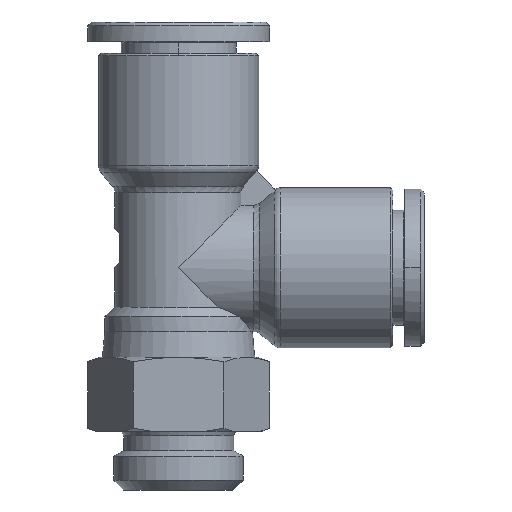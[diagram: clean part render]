
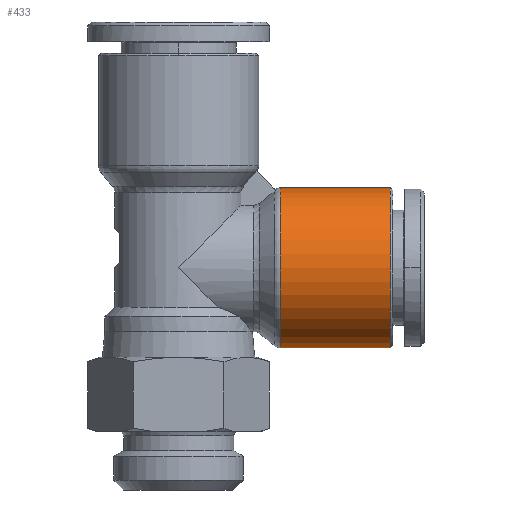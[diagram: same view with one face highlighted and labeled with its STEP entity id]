
A CAD part, front view. The second image highlights one B-rep face of the part: STEP entity #433.
In plain terms, the highlighted cylindrical face has radius 8.15 mm (diameter 16.3 mm), a partial arc.
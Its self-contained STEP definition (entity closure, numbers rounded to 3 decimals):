
#392=CARTESIAN_POINT('',(5.767,0.,0.));
#393=DIRECTION('',(1.0,0.0,0.0));
#394=DIRECTION('',(0.0,0.0,1.0));
#395=AXIS2_PLACEMENT_3D('',#392,#393,#394);
#396=CYLINDRICAL_SURFACE('',#395,8.15);
#397=CARTESIAN_POINT('',(1.126,0.,8.15));
#398=VERTEX_POINT('',#397);
#399=CARTESIAN_POINT('',(12.317,0.,8.15));
#400=VERTEX_POINT('',#399);
#401=CARTESIAN_POINT('',(1.126,0.,8.15));
#402=DIRECTION('',(1.0,0.0,0.0));
#403=VECTOR('',#402,11.191);
#404=LINE('',#401,#403);
#405=EDGE_CURVE('',#398,#400,#404,.T.);
#406=ORIENTED_EDGE('',*,*,#405,.F.);
#407=CARTESIAN_POINT('',(1.126,0.,-8.15));
#408=VERTEX_POINT('',#407);
#409=CARTESIAN_POINT('',(1.126,0.,0.));
#410=DIRECTION('',(-1.0,0.0,0.0));
#411=DIRECTION('',(0.0,0.0,-1.0));
#412=AXIS2_PLACEMENT_3D('',#409,#410,#411);
#413=CIRCLE('',#412,8.15);
#414=EDGE_CURVE('',#408,#398,#413,.T.);
#415=ORIENTED_EDGE('',*,*,#414,.F.);
#416=CARTESIAN_POINT('',(12.317,0.,-8.15));
#417=VERTEX_POINT('',#416);
#418=CARTESIAN_POINT('',(12.317,0.,-8.15));
#419=DIRECTION('',(-1.0,0.0,0.0));
#420=VECTOR('',#419,11.191);
#421=LINE('',#418,#420);
#422=EDGE_CURVE('',#417,#408,#421,.T.);
#423=ORIENTED_EDGE('',*,*,#422,.F.);
#424=CARTESIAN_POINT('',(12.317,0.,0.));
#425=DIRECTION('',(1.0,0.0,0.0));
#426=DIRECTION('',(0.0,0.0,1.0));
#427=AXIS2_PLACEMENT_3D('',#424,#425,#426);
#428=CIRCLE('',#427,8.15);
#429=EDGE_CURVE('',#400,#417,#428,.T.);
#430=ORIENTED_EDGE('',*,*,#429,.F.);
#431=EDGE_LOOP('',(#406,#415,#423,#430));
#432=FACE_OUTER_BOUND('',#431,.T.);
#433=ADVANCED_FACE('',(#432),#396,.T.);
